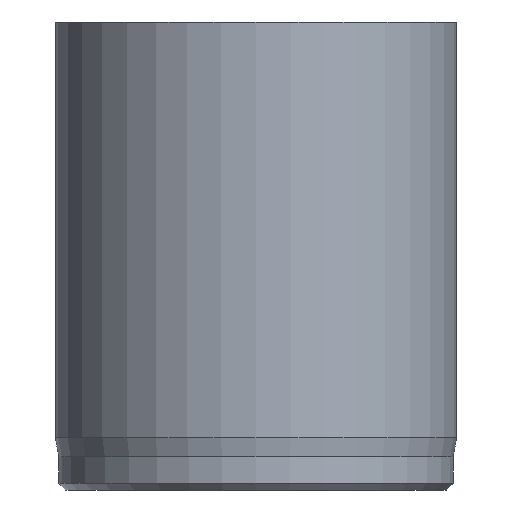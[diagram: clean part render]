
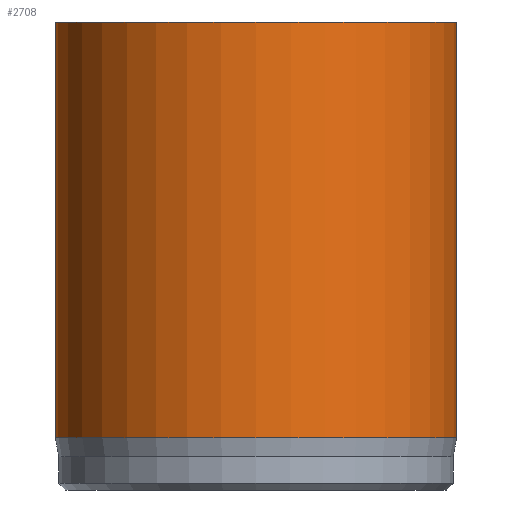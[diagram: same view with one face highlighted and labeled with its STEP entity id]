
A CAD part, front view. The second image highlights one B-rep face of the part: STEP entity #2708.
In plain terms, the highlighted cylindrical face has radius 6 mm (diameter 12 mm), a full revolution.
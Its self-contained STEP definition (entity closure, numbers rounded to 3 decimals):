
#336=CYLINDRICAL_SURFACE('',#2874,6.);
#431=FACE_OUTER_BOUND('',#584,.T.);
#584=EDGE_LOOP('',(#2223,#2224,#2225,#2226,#2227));
#787=LINE('',#4595,#1001);
#1001=VECTOR('',#3173,6.);
#1092=CIRCLE('',#2872,6.);
#1093=CIRCLE('',#2873,6.);
#1094=CIRCLE('',#2875,6.);
#1283=VERTEX_POINT('',#4587);
#1284=VERTEX_POINT('',#4588);
#1285=VERTEX_POINT('',#4593);
#1638=EDGE_CURVE('',#1283,#1284,#1092,.T.);
#1639=EDGE_CURVE('',#1284,#1283,#1093,.T.);
#1641=EDGE_CURVE('',#1285,#1285,#1094,.T.);
#1642=EDGE_CURVE('',#1285,#1283,#787,.T.);
#2223=ORIENTED_EDGE('',*,*,#1641,.T.);
#2224=ORIENTED_EDGE('',*,*,#1642,.T.);
#2225=ORIENTED_EDGE('',*,*,#1638,.T.);
#2226=ORIENTED_EDGE('',*,*,#1639,.T.);
#2227=ORIENTED_EDGE('',*,*,#1642,.F.);
#2708=ADVANCED_FACE('',(#431),#336,.T.);
#2872=AXIS2_PLACEMENT_3D('',#4589,#3164,#3165);
#2873=AXIS2_PLACEMENT_3D('',#4590,#3166,#3167);
#2874=AXIS2_PLACEMENT_3D('',#4592,#3169,#3170);
#2875=AXIS2_PLACEMENT_3D('',#4594,#3171,#3172);
#3164=DIRECTION('center_axis',(0.,0.,1.));
#3165=DIRECTION('ref_axis',(-1.,0.,0.));
#3166=DIRECTION('center_axis',(0.,0.,1.));
#3167=DIRECTION('ref_axis',(-1.,0.,0.));
#3169=DIRECTION('center_axis',(0.,0.,1.));
#3170=DIRECTION('ref_axis',(-1.,0.,0.));
#3171=DIRECTION('center_axis',(0.,0.,-1.));
#3172=DIRECTION('ref_axis',(-1.,0.,0.));
#3173=DIRECTION('',(0.,0.,-1.));
#4587=CARTESIAN_POINT('',(6.,0.,1.567));
#4588=CARTESIAN_POINT('',(-6.,0.,1.567));
#4589=CARTESIAN_POINT('Origin',(0.,0.,1.567));
#4590=CARTESIAN_POINT('Origin',(0.,0.,1.567));
#4592=CARTESIAN_POINT('Origin',(0.,0.,0.));
#4593=CARTESIAN_POINT('',(6.,0.,14.));
#4594=CARTESIAN_POINT('Origin',(0.,0.,14.));
#4595=CARTESIAN_POINT('',(6.,0.,0.));
